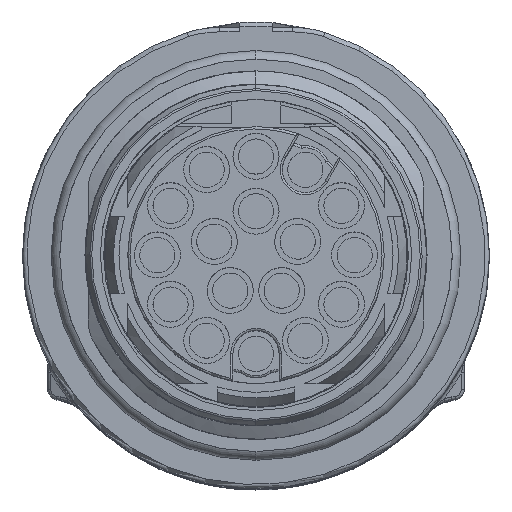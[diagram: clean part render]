
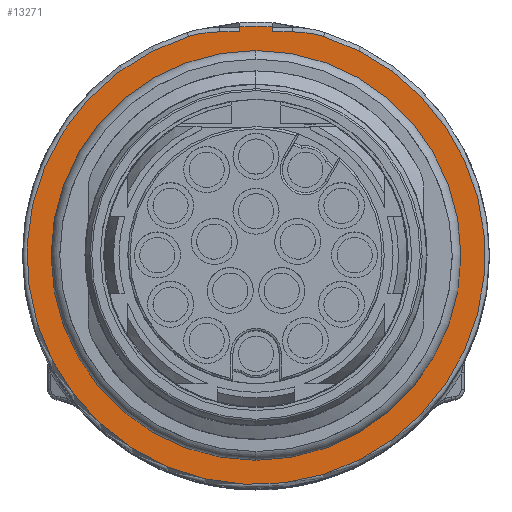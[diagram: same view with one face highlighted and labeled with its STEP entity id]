
A CAD part, top view. The second image highlights one B-rep face of the part: STEP entity #13271.
In plain terms, the highlighted planar face has unit normal (0, 0, 1).
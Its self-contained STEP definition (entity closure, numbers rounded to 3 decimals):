
#4033=CARTESIAN_POINT('',(0.,0.,-13.8));
#4034=DIRECTION('',(0.,0.,-1.));
#4035=DIRECTION('',(-0.072,0.997,0.));
#4036=AXIS2_PLACEMENT_3D('',#4033,#4034,#4035);
#4038=CARTESIAN_POINT('',(0.,0.,-13.8));
#4039=DIRECTION('',(0.,0.,-1.));
#4040=DIRECTION('',(0.,1.,0.));
#4041=AXIS2_PLACEMENT_3D('',#4038,#4039,#4040);
#4043=DIRECTION('',(0.,-1.,0.));
#4044=VECTOR('',#4043,0.223);
#4045=CARTESIAN_POINT('',(0.75,10.423,
-13.8));
#4046=LINE('',#4045,#4044);
#4047=CARTESIAN_POINT('',(1.662,5.4,-13.8));
#4048=DIRECTION('',(0.,0.,-1.));
#4049=DIRECTION('',(0.,1.,0.));
#4050=AXIS2_PLACEMENT_3D('',#4047,#4048,#4049);
#4052=CARTESIAN_POINT('',(0.,0.,-13.8));
#4053=DIRECTION('',(0.,0.,-1.));
#4054=DIRECTION('',(0.294,0.956,0.));
#4055=AXIS2_PLACEMENT_3D('',#4052,#4053,#4054);
#4057=CARTESIAN_POINT('',(0.,0.,-13.8));
#4058=DIRECTION('',(0.,0.,-1.));
#4059=DIRECTION('',(0.294,-0.956,0.));
#4060=AXIS2_PLACEMENT_3D('',#4057,#4058,#4059);
#4062=CARTESIAN_POINT('',(-1.662,5.4,-13.8));
#4063=DIRECTION('',(0.,0.,-1.));
#4064=DIRECTION('',(-0.294,0.956,0.));
#4065=AXIS2_PLACEMENT_3D('',#4062,#4063,#4064);
#4067=DIRECTION('',(0.,1.,0.));
#4068=VECTOR('',#4067,0.223);
#4069=CARTESIAN_POINT('',(-0.75,10.2,
-13.8));
#4070=LINE('',#4069,#4068);
#4071=CARTESIAN_POINT('',(0.,0.,-13.8));
#4072=DIRECTION('',(0.,0.,1.));
#4073=DIRECTION('',(1.,0.,0.));
#4074=AXIS2_PLACEMENT_3D('',#4071,#4072,#4073);
#4076=CARTESIAN_POINT('',(0.,0.,-13.8));
#4077=DIRECTION('',(0.,0.,1.));
#4078=DIRECTION('',(-1.,0.,0.));
#4079=AXIS2_PLACEMENT_3D('',#4076,#4077,#4078);
#4132=DIRECTION('',(-1.,0.,0.));
#4133=VECTOR('',#4132,0.912);
#4134=CARTESIAN_POINT('',(-0.75,10.2,
-13.8));
#4135=LINE('',#4134,#4133);
#4194=DIRECTION('',(-1.,0.,0.));
#4195=VECTOR('',#4194,0.912);
#4196=CARTESIAN_POINT('',(1.662,10.2,-13.8));
#4197=LINE('',#4196,#4195);
#6338=CARTESIAN_POINT('',(0.,10.45,-13.8));
#6339=CARTESIAN_POINT('',(0.75,10.423,-13.8));
#6340=VERTEX_POINT('',#6338);
#6341=VERTEX_POINT('',#6339);
#6342=CARTESIAN_POINT('',(-0.75,10.423,-13.8));
#6343=VERTEX_POINT('',#6342);
#6344=CARTESIAN_POINT('',(0.75,10.2,
-13.8));
#6345=VERTEX_POINT('',#6344);
#6346=CARTESIAN_POINT('',(1.662,10.2,-13.8));
#6347=VERTEX_POINT('',#6346);
#6348=CARTESIAN_POINT('',(3.074,9.988,-13.8));
#6349=VERTEX_POINT('',#6348);
#6350=CARTESIAN_POINT('',(3.074,-9.988,-13.8));
#6351=CARTESIAN_POINT('',(-3.074,9.988,-13.8));
#6352=VERTEX_POINT('',#6350);
#6353=VERTEX_POINT('',#6351);
#6354=CARTESIAN_POINT('',(-1.662,10.2,-13.8));
#6355=VERTEX_POINT('',#6354);
#6356=CARTESIAN_POINT('',(-0.75,10.2,
-13.8));
#6357=VERTEX_POINT('',#6356);
#6358=CARTESIAN_POINT('',(8.95,0.,-13.8));
#6359=CARTESIAN_POINT('',(-8.95,0.,-13.8));
#6360=VERTEX_POINT('',#6358);
#6361=VERTEX_POINT('',#6359);
#13240=CARTESIAN_POINT('',(0.,0.,-13.8));
#13241=DIRECTION('',(0.,0.,1.));
#13242=DIRECTION('',(1.,0.,0.));
#13243=AXIS2_PLACEMENT_3D('',#13240,#13241,#13242);
#13244=PLANE('',#13243);
#13246=ORIENTED_EDGE('',*,*,#13245,.T.);
#13248=ORIENTED_EDGE('',*,*,#13247,.T.);
#13250=ORIENTED_EDGE('',*,*,#13249,.T.);
#13252=ORIENTED_EDGE('',*,*,#13251,.F.);
#13254=ORIENTED_EDGE('',*,*,#13253,.T.);
#13256=ORIENTED_EDGE('',*,*,#13255,.T.);
#13258=ORIENTED_EDGE('',*,*,#13257,.T.);
#13260=ORIENTED_EDGE('',*,*,#13259,.T.);
#13262=ORIENTED_EDGE('',*,*,#13261,.F.);
#13264=ORIENTED_EDGE('',*,*,#13263,.T.);
#13265=EDGE_LOOP('',(#13246,#13248,#13250,#13252,#13254,#13256,#13258,#13260,
#13262,#13264));
#13266=FACE_OUTER_BOUND('',#13265,.F.);
#13267=ORIENTED_EDGE('',*,*,#13221,.T.);
#13268=ORIENTED_EDGE('',*,*,#13204,.T.);
#13269=EDGE_LOOP('',(#13267,#13268));
#13270=FACE_BOUND('',#13269,.F.);
#4037=CIRCLE('',#4036,10.45);
#4042=CIRCLE('',#4041,10.45);
#4051=CIRCLE('',#4050,4.8);
#4056=CIRCLE('',#4055,10.45);
#4061=CIRCLE('',#4060,10.45);
#4066=CIRCLE('',#4065,4.8);
#4075=CIRCLE('',#4074,8.95);
#4080=CIRCLE('',#4079,8.95);
#13204=EDGE_CURVE('',#6361,#6360,#4080,.T.);
#13221=EDGE_CURVE('',#6360,#6361,#4075,.T.);
#13245=EDGE_CURVE('',#6343,#6340,#4037,.T.);
#13247=EDGE_CURVE('',#6340,#6341,#4042,.T.);
#13249=EDGE_CURVE('',#6341,#6345,#4046,.T.);
#13251=EDGE_CURVE('',#6347,#6345,#4197,.T.);
#13253=EDGE_CURVE('',#6347,#6349,#4051,.T.);
#13255=EDGE_CURVE('',#6349,#6352,#4056,.T.);
#13257=EDGE_CURVE('',#6352,#6353,#4061,.T.);
#13259=EDGE_CURVE('',#6353,#6355,#4066,.T.);
#13261=EDGE_CURVE('',#6357,#6355,#4135,.T.);
#13263=EDGE_CURVE('',#6357,#6343,#4070,.T.);
#13271=ADVANCED_FACE('',(#13266,#13270),#13244,.T.);
